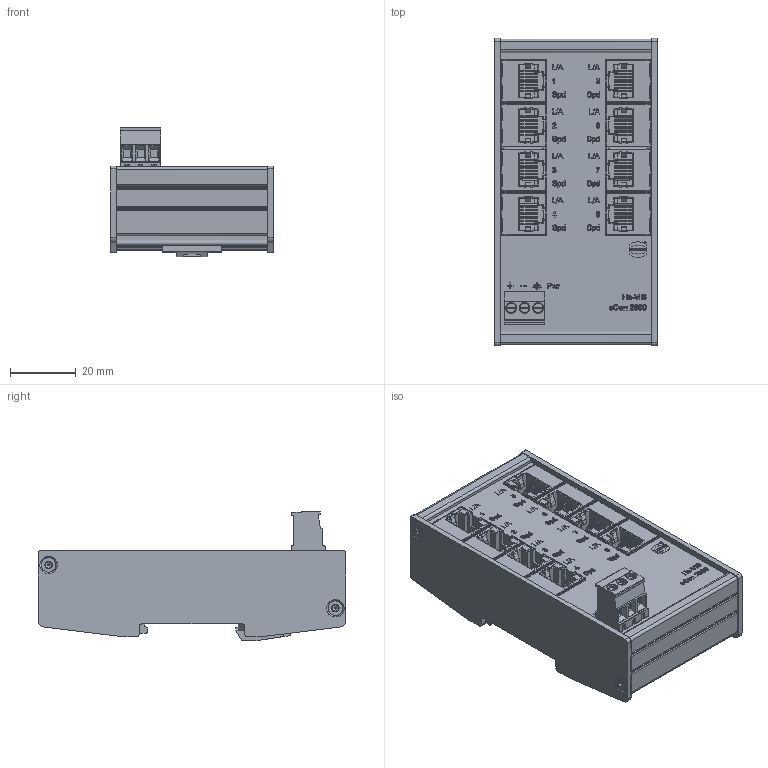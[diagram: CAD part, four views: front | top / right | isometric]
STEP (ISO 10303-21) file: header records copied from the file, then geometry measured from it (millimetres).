
FILE_DESCRIPTION(('FreeCAD Model'),'2;1');
FILE_NAME('Open CASCADE Shape Model','2025-04-30T07:44:35',('FreeCAD'),( 'FreeCAD'),'Open CASCADE STEP processor 7.6','FreeCAD','Unknown');
FILE_SCHEMA(('AUTOMOTIVE_DESIGN { 1 0 10303 214 1 1 1 1 }'));
Products named in the file (1): Open CASCADE STEP translator 7.6 1
Bounding box: 49.46 x 93.57 x 39.42 mm (x, y, z)
Volume: 94693.4 mm3; surface area: 27068.2 mm2
Topology: 1 solids, 9 shells, 4691 faces, 12843 edges, 8332 vertices
Faces by surface type: bspline 4691
Entity records: 148934 total; most frequent: CARTESIAN_POINT 71921, ORIENTED_EDGE 25686, EDGE_CURVE 12843, B_SPLINE_CURVE_WITH_KNOTS 11440, VERTEX_POINT 8332, FACE_BOUND 5077, EDGE_LOOP 5077, ADVANCED_FACE 4691
